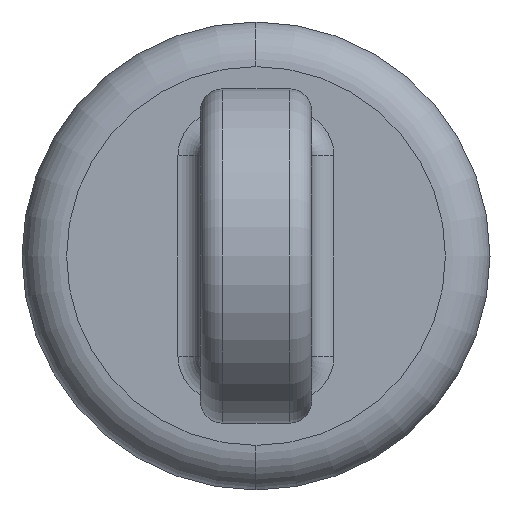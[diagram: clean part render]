
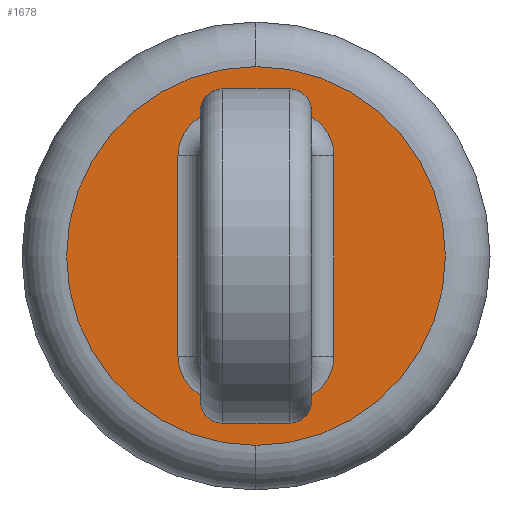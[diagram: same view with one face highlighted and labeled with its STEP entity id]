
A CAD part, left-side view. The second image highlights one B-rep face of the part: STEP entity #1678.
In plain terms, the highlighted planar face has unit normal (-1, 0, 0).
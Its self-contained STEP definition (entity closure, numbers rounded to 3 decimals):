
#35 = VERTEX_POINT ( 'NONE', #2075 ) ;
#36 = ORIENTED_EDGE ( 'NONE', *, *, #1606, .F. ) ;
#52 = CIRCLE ( 'NONE', #701, 8.5 ) ;
#71 = CARTESIAN_POINT ( 'NONE',  ( -200., -3.5, -5.5 ) ) ;
#92 = CARTESIAN_POINT ( 'NONE',  ( -200., -1.5, 6.5 ) ) ;
#142 = VERTEX_POINT ( 'NONE', #344 ) ;
#161 = CIRCLE ( 'NONE', #1190, 2. ) ;
#171 = DIRECTION ( 'NONE',  ( -1., 0., 0. ) ) ;
#220 = VECTOR ( 'NONE', #2072, 1000. ) ;
#221 = DIRECTION ( 'NONE',  ( 0., 0., -1. ) ) ;
#234 = DIRECTION ( 'NONE',  ( -1., 0., 0. ) ) ;
#245 = EDGE_CURVE ( 'NONE', #1951, #2238, #2099, .T. ) ;
#264 = CARTESIAN_POINT ( 'NONE',  ( -200., 1.5, -6.5 ) ) ;
#268 = AXIS2_PLACEMENT_3D ( 'NONE', #1247, #1057, #221 ) ;
#300 = CARTESIAN_POINT ( 'NONE',  ( -200., 1.5, 4.5 ) ) ;
#344 = CARTESIAN_POINT ( 'NONE',  ( -200., 3.5, -4.5 ) ) ;
#433 = EDGE_CURVE ( 'NONE', #1838, #2238, #761, .T. ) ;
#441 = VECTOR ( 'NONE', #584, 1000. ) ;
#494 = CIRCLE ( 'NONE', #2102, 2. ) ;
#496 = LINE ( 'NONE', #841, #220 ) ;
#525 = AXIS2_PLACEMENT_3D ( 'NONE', #1566, #700, #1044 ) ;
#528 = ORIENTED_EDGE ( 'NONE', *, *, #672, .T. ) ;
#532 = ORIENTED_EDGE ( 'NONE', *, *, #2213, .F. ) ;
#584 = DIRECTION ( 'NONE',  ( 0., -1., 0. ) ) ;
#624 = EDGE_CURVE ( 'NONE', #1369, #661, #52, .T. ) ;
#661 = VERTEX_POINT ( 'NONE', #2247 ) ;
#662 = DIRECTION ( 'NONE',  ( -1., 0., 0. ) ) ;
#672 = EDGE_CURVE ( 'NONE', #1951, #1286, #496, .T. ) ;
#696 = EDGE_CURVE ( 'NONE', #1838, #1231, #2196, .T. ) ;
#700 = DIRECTION ( 'NONE',  ( -1., 0., 0. ) ) ;
#701 = AXIS2_PLACEMENT_3D ( 'NONE', #1191, #662, #1014 ) ;
#751 = EDGE_CURVE ( 'NONE', #142, #2144, #1246, .T. ) ;
#761 = LINE ( 'NONE', #71, #1921 ) ;
#824 = DIRECTION ( 'NONE',  ( 0., 0., -1. ) ) ;
#828 = PLANE ( 'NONE',  #1663 ) ;
#830 = EDGE_CURVE ( 'NONE', #35, #1231, #1898, .T. ) ;
#841 = CARTESIAN_POINT ( 'NONE',  ( -200., 0., -6.5 ) ) ;
#915 = DIRECTION ( 'NONE',  ( 0., 0., 1. ) ) ;
#919 = CARTESIAN_POINT ( 'NONE',  ( -200., -1.5, -6.5 ) ) ;
#961 = CARTESIAN_POINT ( 'NONE',  ( -200., 0., 0. ) ) ;
#974 = CIRCLE ( 'NONE', #1107, 8.5 ) ;
#994 = EDGE_CURVE ( 'NONE', #661, #1369, #974, .T. ) ;
#1014 = DIRECTION ( 'NONE',  ( 0., 0., -1. ) ) ;
#1025 = VECTOR ( 'NONE', #915, 1000. ) ;
#1044 = DIRECTION ( 'NONE',  ( 0., 0., -1. ) ) ;
#1050 = DIRECTION ( 'NONE',  ( 1., 0., 0. ) ) ;
#1057 = DIRECTION ( 'NONE',  ( -1., 0., 0. ) ) ;
#1107 = AXIS2_PLACEMENT_3D ( 'NONE', #1651, #234, #1452 ) ;
#1190 = AXIS2_PLACEMENT_3D ( 'NONE', #1594, #171, #1987 ) ;
#1191 = CARTESIAN_POINT ( 'NONE',  ( -200., 0., 0. ) ) ;
#1231 = VERTEX_POINT ( 'NONE', #92 ) ;
#1246 = LINE ( 'NONE', #2143, #1025 ) ;
#1247 = CARTESIAN_POINT ( 'NONE',  ( -200., -1.5, -4.5 ) ) ;
#1286 = VERTEX_POINT ( 'NONE', #264 ) ;
#1369 = VERTEX_POINT ( 'NONE', #1686 ) ;
#1391 = ORIENTED_EDGE ( 'NONE', *, *, #433, .T. ) ;
#1418 = DIRECTION ( 'NONE',  ( 0., 0., -1. ) ) ;
#1452 = DIRECTION ( 'NONE',  ( 0., 0., -1. ) ) ;
#1486 = ORIENTED_EDGE ( 'NONE', *, *, #830, .T. ) ;
#1566 = CARTESIAN_POINT ( 'NONE',  ( -200., -1.5, 4.5 ) ) ;
#1581 = FACE_BOUND ( 'NONE', #2052, .T. ) ;
#1594 = CARTESIAN_POINT ( 'NONE',  ( -200., 1.5, -4.5 ) ) ;
#1606 = EDGE_CURVE ( 'NONE', #142, #1286, #161, .T. ) ;
#1651 = CARTESIAN_POINT ( 'NONE',  ( -200., 0., 0. ) ) ;
#1663 = AXIS2_PLACEMENT_3D ( 'NONE', #961, #1050, #1418 ) ;
#1669 = FACE_OUTER_BOUND ( 'NONE', #1738, .T. ) ;
#1678 = ADVANCED_FACE ( 'NONE', ( #1669, #1581 ), #828, .F. ) ;
#1686 = CARTESIAN_POINT ( 'NONE',  ( -200., 0., 8.5 ) ) ;
#1697 = CARTESIAN_POINT ( 'NONE',  ( -200., -3.5, -4.5 ) ) ;
#1733 = CARTESIAN_POINT ( 'NONE',  ( -200., -3.5, 4.5 ) ) ;
#1738 = EDGE_LOOP ( 'NONE', ( #1781, #1946 ) ) ;
#1765 = ORIENTED_EDGE ( 'NONE', *, *, #245, .F. ) ;
#1781 = ORIENTED_EDGE ( 'NONE', *, *, #994, .T. ) ;
#1811 = CARTESIAN_POINT ( 'NONE',  ( -200., -2.5, 6.5 ) ) ;
#1838 = VERTEX_POINT ( 'NONE', #1733 ) ;
#1869 = ORIENTED_EDGE ( 'NONE', *, *, #751, .T. ) ;
#1881 = DIRECTION ( 'NONE',  ( -1., 0., 0. ) ) ;
#1898 = LINE ( 'NONE', #1811, #441 ) ;
#1921 = VECTOR ( 'NONE', #824, 1000. ) ;
#1946 = ORIENTED_EDGE ( 'NONE', *, *, #624, .T. ) ;
#1951 = VERTEX_POINT ( 'NONE', #919 ) ;
#1987 = DIRECTION ( 'NONE',  ( 0., 0., -1. ) ) ;
#2012 = CARTESIAN_POINT ( 'NONE',  ( -200., 3.5, 4.5 ) ) ;
#2049 = DIRECTION ( 'NONE',  ( 0., 0., -1. ) ) ;
#2052 = EDGE_LOOP ( 'NONE', ( #1765, #528, #36, #1869, #532, #1486, #2241, #1391 ) ) ;
#2072 = DIRECTION ( 'NONE',  ( 0., 1., 0. ) ) ;
#2075 = CARTESIAN_POINT ( 'NONE',  ( -200., 1.5, 6.5 ) ) ;
#2099 = CIRCLE ( 'NONE', #268, 2. ) ;
#2102 = AXIS2_PLACEMENT_3D ( 'NONE', #300, #1881, #2049 ) ;
#2143 = CARTESIAN_POINT ( 'NONE',  ( -200., 3.5, 0. ) ) ;
#2144 = VERTEX_POINT ( 'NONE', #2012 ) ;
#2196 = CIRCLE ( 'NONE', #525, 2. ) ;
#2213 = EDGE_CURVE ( 'NONE', #35, #2144, #494, .T. ) ;
#2238 = VERTEX_POINT ( 'NONE', #1697 ) ;
#2241 = ORIENTED_EDGE ( 'NONE', *, *, #696, .F. ) ;
#2247 = CARTESIAN_POINT ( 'NONE',  ( -200., 0., -8.5 ) ) ;
